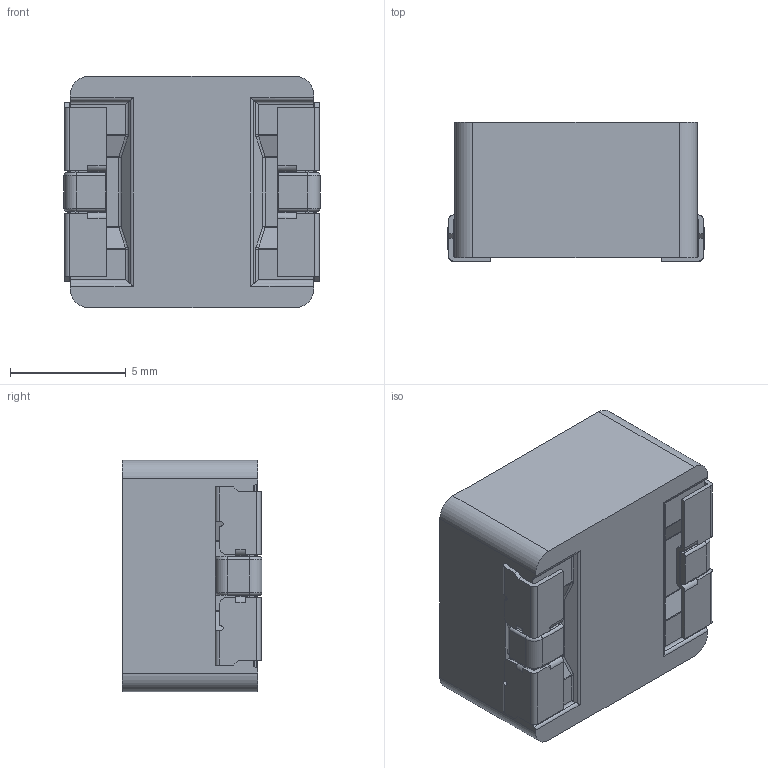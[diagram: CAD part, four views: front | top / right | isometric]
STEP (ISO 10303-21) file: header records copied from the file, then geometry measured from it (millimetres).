
FILE_DESCRIPTION (( 'STEP AP214' ), '1' );
FILE_NAME ('ETQP6M2R5YSC.STEP', '2021-10-13T00:21:40', ( '' ), ( '' ), 'SwSTEP 2.0', 'SolidWorks 2020', '' );
FILE_SCHEMA (( 'AUTOMOTIVE_DESIGN' ));
Length unit declared in the file: millimetre
Products named in the file (1): ETQP6M2R5YSC
Bounding box: 11.06 x 6.03 x 10 mm (x, y, z)
Volume: 606 mm3; surface area: 555.6 mm2
Topology: 1 solids, 1 shells, 289 faces, 826 edges, 520 vertices
Faces by surface type: plane 147, cylinder 120, torus 12, sphere 4, bspline 4, cone 2
Entity records: 12633 total; most frequent: CARTESIAN_POINT 1820, ORIENTED_EDGE 1644, DIRECTION 1598, EDGE_CURVE 822, VECTOR 538, LINE 538, AXIS2_PLACEMENT_3D 530, VERTEX_POINT 520
